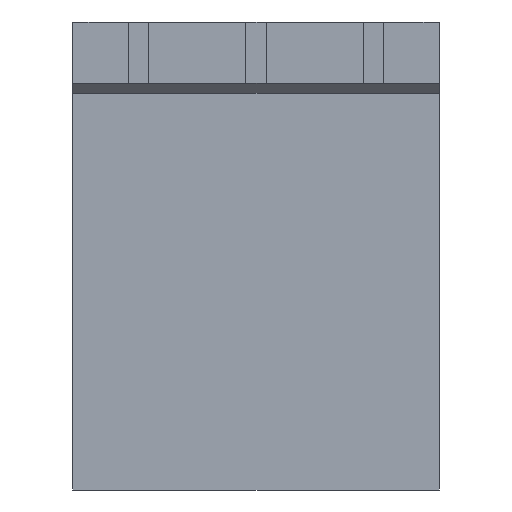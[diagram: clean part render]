
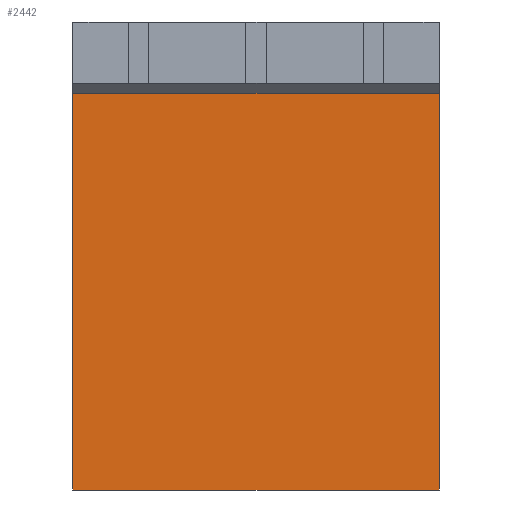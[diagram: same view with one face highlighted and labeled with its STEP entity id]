
A CAD part, front view. The second image highlights one B-rep face of the part: STEP entity #2442.
In plain terms, the highlighted planar face has unit normal (0, -1, 0).
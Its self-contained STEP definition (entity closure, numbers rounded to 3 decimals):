
#1866=CARTESIAN_POINT('',(36.0,0.0,39.001));
#1867=VERTEX_POINT('',#1866);
#1874=CARTESIAN_POINT('',(36.0,0.0,0.0));
#1875=VERTEX_POINT('',#1874);
#1876=CARTESIAN_POINT('',(36.0,0.0,0.0));
#1877=DIRECTION('',(0.0,0.0,1.0));
#1878=VECTOR('',#1877,39.001);
#1879=LINE('',#1876,#1878);
#1880=EDGE_CURVE('',#1875,#1867,#1879,.T.);
#2400=CARTESIAN_POINT('',(0.0,0.0,39.001));
#2401=VERTEX_POINT('',#2400);
#2408=CARTESIAN_POINT('',(36.0,0.0,39.001));
#2409=DIRECTION('',(-1.0,0.0,0.0));
#2410=VECTOR('',#2409,36.0);
#2411=LINE('',#2408,#2410);
#2412=EDGE_CURVE('',#1867,#2401,#2411,.T.);
#2419=CARTESIAN_POINT('',(36.0,0.0,39.001));
#2420=DIRECTION('',(0.0,-1.0,0.0));
#2421=DIRECTION('',(1.0,0.0,0.0));
#2422=AXIS2_PLACEMENT_3D('',#2419,#2420,#2421);
#2423=PLANE('',#2422);
#2424=CARTESIAN_POINT('',(0.0,0.0,0.0));
#2425=VERTEX_POINT('',#2424);
#2426=CARTESIAN_POINT('',(0.,0.0,39.001));
#2427=DIRECTION('',(0.0,0.0,-1.0));
#2428=VECTOR('',#2427,39.001);
#2429=LINE('',#2426,#2428);
#2430=EDGE_CURVE('',#2401,#2425,#2429,.T.);
#2431=ORIENTED_EDGE('',*,*,#2430,.T.);
#2432=CARTESIAN_POINT('',(36.0,0.0,0.0));
#2433=DIRECTION('',(-1.0,0.0,0.0));
#2434=VECTOR('',#2433,36.0);
#2435=LINE('',#2432,#2434);
#2436=EDGE_CURVE('',#1875,#2425,#2435,.T.);
#2437=ORIENTED_EDGE('',*,*,#2436,.F.);
#2438=ORIENTED_EDGE('',*,*,#1880,.T.);
#2439=ORIENTED_EDGE('',*,*,#2412,.T.);
#2440=EDGE_LOOP('',(#2431,#2437,#2438,#2439));
#2441=FACE_OUTER_BOUND('',#2440,.T.);
#2442=ADVANCED_FACE('',(#2441),#2423,.T.);
